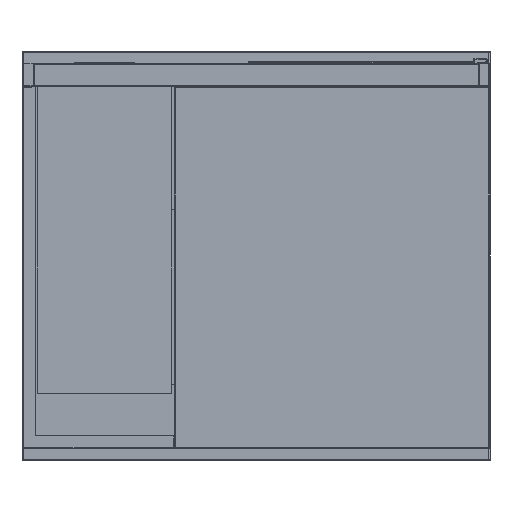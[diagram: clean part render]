
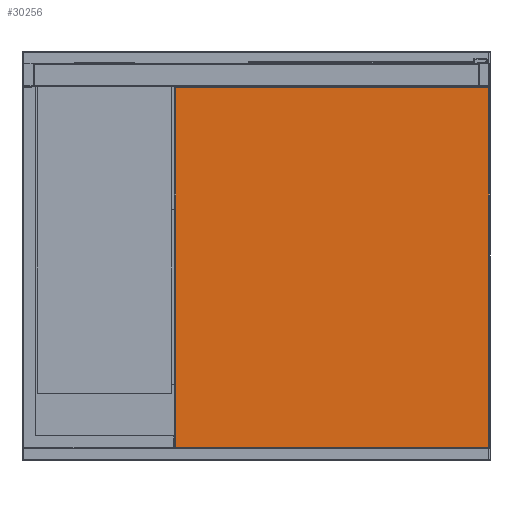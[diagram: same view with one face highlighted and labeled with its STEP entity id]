
A CAD part, front view. The second image highlights one B-rep face of the part: STEP entity #30256.
In plain terms, the highlighted planar face has unit normal (0, -1, 0).
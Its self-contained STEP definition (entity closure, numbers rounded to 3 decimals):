
#556 = EDGE_LOOP ( 'NONE', ( #16356, #24627, #10870, #2010 ) ) ;
#903 = FACE_OUTER_BOUND ( 'NONE', #556, .T. ) ;
#1832 = DIRECTION ( 'NONE',  ( 1., 0., 0. ) ) ;
#2010 = ORIENTED_EDGE ( 'NONE', *, *, #6793, .T. ) ;
#5638 = CARTESIAN_POINT ( 'NONE',  ( 268., -355., -42. ) ) ;
#6054 = VECTOR ( 'NONE', #20158, 1000. ) ;
#6793 = EDGE_CURVE ( 'NONE', #7450, #14492, #13015, .T. ) ;
#7450 = VERTEX_POINT ( 'NONE', #26516 ) ;
#7701 = VECTOR ( 'NONE', #1832, 1000. ) ;
#7773 = CARTESIAN_POINT ( 'NONE',  ( -268., -355., -658. ) ) ;
#8541 = DIRECTION ( 'NONE',  ( 0., 0., -1. ) ) ;
#9425 = LINE ( 'NONE', #25341, #6054 ) ;
#9456 = LINE ( 'NONE', #20015, #18988 ) ;
#9742 = EDGE_CURVE ( 'NONE', #33280, #7450, #31660, .T. ) ;
#10099 = EDGE_CURVE ( 'NONE', #14492, #31810, #9425, .T. ) ;
#10870 = ORIENTED_EDGE ( 'NONE', *, *, #9742, .T. ) ;
#13015 = LINE ( 'NONE', #23583, #22064 ) ;
#14492 = VERTEX_POINT ( 'NONE', #5638 ) ;
#14651 = EDGE_CURVE ( 'NONE', #31810, #33280, #9456, .T. ) ;
#15626 = AXIS2_PLACEMENT_3D ( 'NONE', #30041, #21689, #8541 ) ;
#16356 = ORIENTED_EDGE ( 'NONE', *, *, #10099, .T. ) ;
#18988 = VECTOR ( 'NONE', #30638, 1000. ) ;
#19213 = CARTESIAN_POINT ( 'NONE',  ( -268., -355., -42. ) ) ;
#20015 = CARTESIAN_POINT ( 'NONE',  ( -268., -355., -660. ) ) ;
#20158 = DIRECTION ( 'NONE',  ( -1., 0., 0. ) ) ;
#21152 = DIRECTION ( 'NONE',  ( 0., 0., 1. ) ) ;
#21689 = DIRECTION ( 'NONE',  ( 0., -1., 0. ) ) ;
#22064 = VECTOR ( 'NONE', #21152, 1000. ) ;
#23583 = CARTESIAN_POINT ( 'NONE',  ( 268., -355., -660. ) ) ;
#24627 = ORIENTED_EDGE ( 'NONE', *, *, #14651, .T. ) ;
#25341 = CARTESIAN_POINT ( 'NONE',  ( -270., -355., -42. ) ) ;
#26516 = CARTESIAN_POINT ( 'NONE',  ( 268., -355., -658. ) ) ;
#27415 = PLANE ( 'NONE',  #15626 ) ;
#30041 = CARTESIAN_POINT ( 'NONE',  ( -270., -355., -660. ) ) ;
#30256 = ADVANCED_FACE ( 'Fl�che8', ( #903 ), #27415, .T. ) ;
#30638 = DIRECTION ( 'NONE',  ( 0., 0., -1. ) ) ;
#31330 = CARTESIAN_POINT ( 'NONE',  ( -270., -355., -658. ) ) ;
#31660 = LINE ( 'NONE', #31330, #7701 ) ;
#31810 = VERTEX_POINT ( 'NONE', #19213 ) ;
#33280 = VERTEX_POINT ( 'NONE', #7773 ) ;
